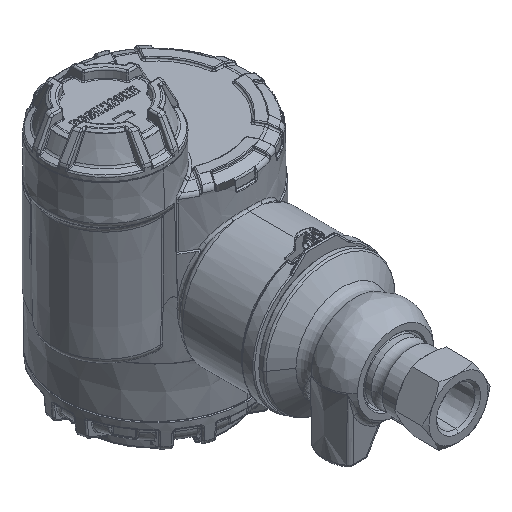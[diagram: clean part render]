
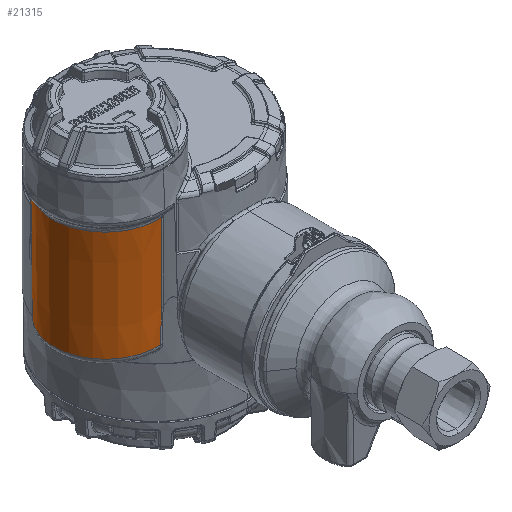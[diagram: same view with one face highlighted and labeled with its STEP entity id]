
A CAD part, isometric view. The second image highlights one B-rep face of the part: STEP entity #21315.
In plain terms, the highlighted conical face has half-angle 0.5 degrees and reference radius 25.129 mm.
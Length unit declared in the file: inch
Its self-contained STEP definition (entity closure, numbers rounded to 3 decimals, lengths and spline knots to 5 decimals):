
#8672=CARTESIAN_POINT('',(-1.71562,0.70945,
0.00015));
#8673=CARTESIAN_POINT('',(-1.71681,0.71053,
0.17102));
#8674=CARTESIAN_POINT('',(-1.71921,0.71268,
0.51238));
#8675=CARTESIAN_POINT('',(-1.72279,0.71591,
1.02326));
#8676=CARTESIAN_POINT('',(-1.72517,0.71805,
1.36309));
#8677=CARTESIAN_POINT('',(-1.72635,0.71912,
1.53281));
#8679=CARTESIAN_POINT('',(-1.29,-0.179,1.53281));
#8680=DIRECTION('',(0.,0.,-1.));
#8681=DIRECTION('',(0.078,-0.997,0.));
#8682=AXIS2_PLACEMENT_3D('',#8679,#8680,#8681);
#8684=CARTESIAN_POINT('',(-1.21243,-1.17449,
1.53281));
#8685=CARTESIAN_POINT('',(-1.21213,-1.17298,
1.36248));
#8686=CARTESIAN_POINT('',(-1.21149,-1.16997,
1.02459));
#8687=CARTESIAN_POINT('',(-1.2105,-1.16573,
0.54945));
#8688=CARTESIAN_POINT('',(-1.20973,-1.16267,
0.20704));
#8689=CARTESIAN_POINT('',(-1.20933,-1.16112,
0.03332));
#8691=CARTESIAN_POINT('',(-1.20933,-1.16112,
0.03332));
#8692=CARTESIAN_POINT('',(-1.21018,-1.16034,
-0.06371));
#8693=CARTESIAN_POINT('',(-1.21192,-1.15874,
-0.26197));
#8694=CARTESIAN_POINT('',(-1.21373,-1.15707,
-0.46865));
#8695=CARTESIAN_POINT('',(-1.21466,-1.15622,
-0.57409));
#8697=CARTESIAN_POINT('',(-1.29,-0.179,-0.57409));
#8698=DIRECTION('',(0.,0.,-1.));
#8699=DIRECTION('',(0.077,-0.997,0.));
#8700=AXIS2_PLACEMENT_3D('',#8697,#8698,#8699);
#8702=CARTESIAN_POINT('',(-1.71763,0.70291,
-0.57409));
#8703=CARTESIAN_POINT('',(-1.7173,0.70401,
-0.47826));
#8704=CARTESIAN_POINT('',(-1.71663,0.70619,
-0.28673));
#8705=CARTESIAN_POINT('',(-1.71595,0.70836,
-0.09543));
#8706=CARTESIAN_POINT('',(-1.71562,0.70945,
0.00015));
#11334=CARTESIAN_POINT('',(-1.72635,0.71912,
1.53281));
#11390=CARTESIAN_POINT('',(-1.21466,-1.15622,
-0.57409));
#19353=VERTEX_POINT('',#11334);
#19355=VERTEX_POINT('',#8672);
#19357=VERTEX_POINT('',#8702);
#19365=VERTEX_POINT('',#11390);
#19368=VERTEX_POINT('',#8691);
#19371=CARTESIAN_POINT('',(-1.21243,-1.17449,
1.53281));
#19372=VERTEX_POINT('',#19371);
#21296=CARTESIAN_POINT('',(-1.29,-0.179,0.47936));
#21297=DIRECTION('',(0.,0.,1.));
#21298=DIRECTION('',(0.,-1.,0.));
#21299=AXIS2_PLACEMENT_3D('',#21296,#21297,#21298);
#21300=CONICAL_SURFACE('',#21299,0.98932,0.5);
#21302=ORIENTED_EDGE('',*,*,#21301,.T.);
#21304=ORIENTED_EDGE('',*,*,#21303,.F.);
#21306=ORIENTED_EDGE('',*,*,#21305,.T.);
#21308=ORIENTED_EDGE('',*,*,#21307,.T.);
#21310=ORIENTED_EDGE('',*,*,#21309,.T.);
#21312=ORIENTED_EDGE('',*,*,#21311,.T.);
#21313=EDGE_LOOP('',(#21302,#21304,#21306,#21308,#21310,#21312));
#21314=FACE_OUTER_BOUND('',#21313,.F.);
#8678=B_SPLINE_CURVE_WITH_KNOTS('',3,(#8672,#8673,#8674,#8675,#8676,#8677),
.UNSPECIFIED.,.F.,.F.,(4,1,1,4),(0.,0.33333,0.66667,1.),
.UNSPECIFIED.);
#8683=CIRCLE('',#8682,0.99851);
#8690=B_SPLINE_CURVE_WITH_KNOTS('',3,(#8684,#8685,#8686,#8687,#8688,#8689),
.UNSPECIFIED.,.F.,.F.,(4,1,1,4),(0.,0.33333,0.66667,1.),
.UNSPECIFIED.);
#8696=B_SPLINE_CURVE_WITH_KNOTS('',3,(#8691,#8692,#8693,#8694,#8695),
.UNSPECIFIED.,.F.,.F.,(4,1,4),(0.,0.5,1.),.UNSPECIFIED.);
#8701=CIRCLE('',#8700,0.98012);
#8707=B_SPLINE_CURVE_WITH_KNOTS('',3,(#8702,#8703,#8704,#8705,#8706),
.UNSPECIFIED.,.F.,.F.,(4,1,4),(0.,0.5,1.),.UNSPECIFIED.);
#21301=EDGE_CURVE('',#19355,#19353,#8678,.T.);
#21303=EDGE_CURVE('',#19372,#19353,#8683,.T.);
#21305=EDGE_CURVE('',#19372,#19368,#8690,.T.);
#21307=EDGE_CURVE('',#19368,#19365,#8696,.T.);
#21309=EDGE_CURVE('',#19365,#19357,#8701,.T.);
#21311=EDGE_CURVE('',#19357,#19355,#8707,.T.);
#21315=ADVANCED_FACE('',(#21314),#21300,.T.);
